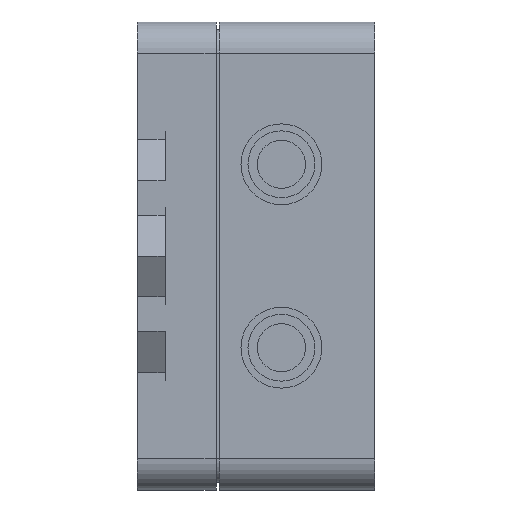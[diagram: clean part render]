
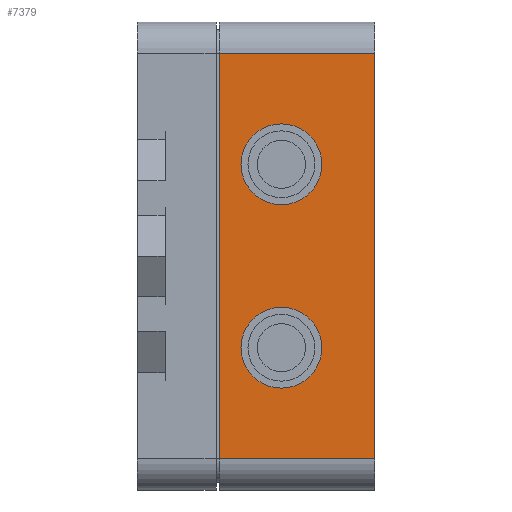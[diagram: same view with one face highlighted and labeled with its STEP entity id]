
A CAD part, left-side view. The second image highlights one B-rep face of the part: STEP entity #7379.
In plain terms, the highlighted planar face has unit normal (-1, 0, 0).
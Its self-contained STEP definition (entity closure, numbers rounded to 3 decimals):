
#196=CIRCLE('',#7877,2.6);
#197=CIRCLE('',#7879,2.6);
#334=FACE_BOUND('',#1086,.T.);
#335=FACE_BOUND('',#1087,.T.);
#655=FACE_OUTER_BOUND('',#1085,.T.);
#1085=EDGE_LOOP('',(#6316,#6317,#6318,#6319));
#1086=EDGE_LOOP('',(#6320));
#1087=EDGE_LOOP('',(#6321));
#1778=LINE('',#11202,#2671);
#1931=LINE('',#11676,#2824);
#1951=LINE('',#11750,#2844);
#1952=LINE('',#11752,#2845);
#2671=VECTOR('',#9035,26.1);
#2824=VECTOR('',#9548,26.1);
#2844=VECTOR('',#9612,10.);
#2845=VECTOR('',#9615,10.);
#3397=VERTEX_POINT('',#11199);
#3398=VERTEX_POINT('',#11201);
#3532=VERTEX_POINT('',#11658);
#3533=VERTEX_POINT('',#11662);
#3538=VERTEX_POINT('',#11673);
#3539=VERTEX_POINT('',#11675);
#4257=EDGE_CURVE('',#3398,#3397,#1778,.T.);
#4482=EDGE_CURVE('',#3532,#3532,#196,.T.);
#4484=EDGE_CURVE('',#3533,#3533,#197,.T.);
#4489=EDGE_CURVE('',#3539,#3538,#1931,.T.);
#4528=EDGE_CURVE('',#3397,#3539,#1951,.T.);
#4529=EDGE_CURVE('',#3538,#3398,#1952,.F.);
#6316=ORIENTED_EDGE('',*,*,#4529,.T.);
#6317=ORIENTED_EDGE('',*,*,#4257,.T.);
#6318=ORIENTED_EDGE('',*,*,#4528,.T.);
#6319=ORIENTED_EDGE('',*,*,#4489,.T.);
#6320=ORIENTED_EDGE('',*,*,#4484,.F.);
#6321=ORIENTED_EDGE('',*,*,#4482,.F.);
#7000=PLANE('',#7906);
#7379=ADVANCED_FACE('',(#655,#334,#335),#7000,.F.);
#7877=AXIS2_PLACEMENT_3D('',#11660,#9533,#9534);
#7879=AXIS2_PLACEMENT_3D('',#11664,#9538,#9539);
#7906=AXIS2_PLACEMENT_3D('',#11754,#9617,#9618);
#9035=DIRECTION('',(0.,0.,-1.));
#9533=DIRECTION('center_axis',(-1.,0.,0.));
#9534=DIRECTION('ref_axis',(0.,0.,1.));
#9538=DIRECTION('center_axis',(-1.,0.,0.));
#9539=DIRECTION('ref_axis',(0.,0.,1.));
#9548=DIRECTION('',(0.,0.,1.));
#9612=DIRECTION('',(0.,-1.,0.));
#9615=DIRECTION('',(0.,-1.,0.));
#9617=DIRECTION('center_axis',(1.,0.,0.));
#9618=DIRECTION('ref_axis',(0.,0.,-1.));
#11199=CARTESIAN_POINT('',(-39.25,10.,-13.05));
#11201=CARTESIAN_POINT('',(-39.25,10.,13.05));
#11202=CARTESIAN_POINT('',(-39.25,10.,13.05));
#11658=CARTESIAN_POINT('',(-39.25,6.,-8.5));
#11660=CARTESIAN_POINT('Origin',(-39.25,6.,-5.9));
#11662=CARTESIAN_POINT('',(-39.25,6.,3.3));
#11664=CARTESIAN_POINT('Origin',(-39.25,6.,5.9));
#11673=CARTESIAN_POINT('',(-39.25,0.,13.05));
#11675=CARTESIAN_POINT('',(-39.25,0.,-13.05));
#11676=CARTESIAN_POINT('',(-39.25,0.,-13.05));
#11750=CARTESIAN_POINT('',(-39.25,10.,-13.05));
#11752=CARTESIAN_POINT('',(-39.25,10.,13.05));
#11754=CARTESIAN_POINT('Origin',(-39.25,15.27,15.05));
